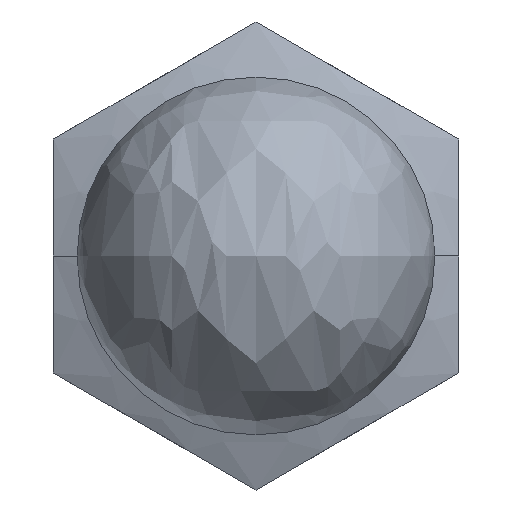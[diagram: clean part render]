
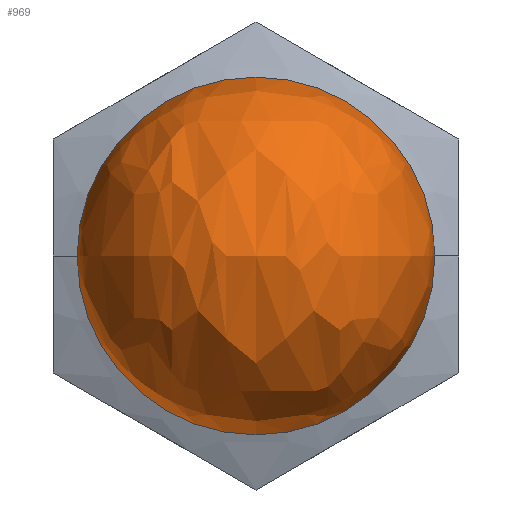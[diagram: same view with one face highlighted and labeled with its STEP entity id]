
A CAD part, front view. The second image highlights one B-rep face of the part: STEP entity #969.
In plain terms, the highlighted free-form (B-spline) face has degree [3, 3] with [4, 4] control points.
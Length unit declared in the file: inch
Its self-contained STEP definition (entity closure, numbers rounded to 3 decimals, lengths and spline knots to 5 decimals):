
#41 = EDGE_CURVE ( 'NONE', #1055, #399, #854, .T. ) ;
#69 = CARTESIAN_POINT ( 'NONE',  ( -0.29528, -0.57087, 0. ) ) ;
#81 = EDGE_LOOP ( 'NONE', ( #382, #1001 ) ) ;
#162 = CARTESIAN_POINT ( 'NONE',  ( 0.29528, -0.57087, 0.59055 ) ) ;
#183 = CARTESIAN_POINT ( 'NONE',  ( -0.29528, -0.57087, -0.59055 ) ) ;
#288 = CARTESIAN_POINT ( 'NONE',  ( 0.29528, -1.75197, -0.59055 ) ) ;
#334 = AXIS2_PLACEMENT_3D ( 'NONE', #657, #1075, #1169 ) ;
#382 = ORIENTED_EDGE ( 'NONE', *, *, #41, .F. ) ;
#384 = CARTESIAN_POINT ( 'NONE',  ( 0.29528, -0.57087, 0. ) ) ;
#399 = VERTEX_POINT ( 'NONE', #1280 ) ;
#408 =( BOUNDED_SURFACE ( )  B_SPLINE_SURFACE ( 3, 3, ( 
 ( #816, #69, #720, #1236 ),
 ( #183, #688, #622, #490 ),
 ( #1108, #288, #1035, #162 ),
 ( #384, #588, #909, #514 ) ),
 .UNSPECIFIED., .F., .F., .T. ) 
 B_SPLINE_SURFACE_WITH_KNOTS ( ( 4, 4 ),
 ( 4, 4 ),
 ( 0., 1. ),
 ( 0., 1. ),
 .UNSPECIFIED. ) 
 GEOMETRIC_REPRESENTATION_ITEM ( )  RATIONAL_B_SPLINE_SURFACE ( (
 ( 1., 0.333, 0.333, 1.),
 ( 0.333, 0.111, 0.111, 0.333),
 ( 0.333, 0.111, 0.111, 0.333),
 ( 1., 0.333, 0.333, 1.) ) ) 
 REPRESENTATION_ITEM ( '' )  SURFACE ( )  );
#453 = AXIS2_PLACEMENT_3D ( 'NONE', #811, #1237, #1141 ) ;
#490 = CARTESIAN_POINT ( 'NONE',  ( -0.29528, -0.57087, 0.59055 ) ) ;
#499 = FACE_OUTER_BOUND ( 'NONE', #81, .T. ) ;
#514 = CARTESIAN_POINT ( 'NONE',  ( 0.29528, -0.57087, 0. ) ) ;
#588 = CARTESIAN_POINT ( 'NONE',  ( 0.29528, -0.57087, 0. ) ) ;
#622 = CARTESIAN_POINT ( 'NONE',  ( -0.29528, -1.75197, 0.59055 ) ) ;
#657 = CARTESIAN_POINT ( 'NONE',  ( 0., -0.57087, 0. ) ) ;
#688 = CARTESIAN_POINT ( 'NONE',  ( -0.29528, -1.75197, -0.59055 ) ) ;
#720 = CARTESIAN_POINT ( 'NONE',  ( -0.29528, -0.57087, 0. ) ) ;
#737 = EDGE_CURVE ( 'NONE', #1055, #399, #1024, .T. ) ;
#811 = CARTESIAN_POINT ( 'NONE',  ( 0., -0.57087, 0. ) ) ;
#816 = CARTESIAN_POINT ( 'NONE',  ( -0.29528, -0.57087, 0. ) ) ;
#854 = CIRCLE ( 'NONE', #334, 0.29528 ) ;
#909 = CARTESIAN_POINT ( 'NONE',  ( 0.29528, -0.57087, 0. ) ) ;
#969 = ADVANCED_FACE ( 'NONE', ( #499 ), #408, .T. ) ;
#1001 = ORIENTED_EDGE ( 'NONE', *, *, #737, .T. ) ;
#1024 = CIRCLE ( 'NONE', #453, 0.29528 ) ;
#1035 = CARTESIAN_POINT ( 'NONE',  ( 0.29528, -1.75197, 0.59055 ) ) ;
#1055 = VERTEX_POINT ( 'NONE', #1350 ) ;
#1075 = DIRECTION ( 'NONE',  ( 0., 1., 0. ) ) ;
#1108 = CARTESIAN_POINT ( 'NONE',  ( 0.29528, -0.57087, -0.59055 ) ) ;
#1141 = DIRECTION ( 'NONE',  ( -1., 0., 0. ) ) ;
#1169 = DIRECTION ( 'NONE',  ( -1., 0., 0. ) ) ;
#1236 = CARTESIAN_POINT ( 'NONE',  ( -0.29528, -0.57087, 0. ) ) ;
#1237 = DIRECTION ( 'NONE',  ( 0., -1., 0. ) ) ;
#1280 = CARTESIAN_POINT ( 'NONE',  ( 0.29528, -0.57087, 0. ) ) ;
#1350 = CARTESIAN_POINT ( 'NONE',  ( -0.29528, -0.57087, 0. ) ) ;
